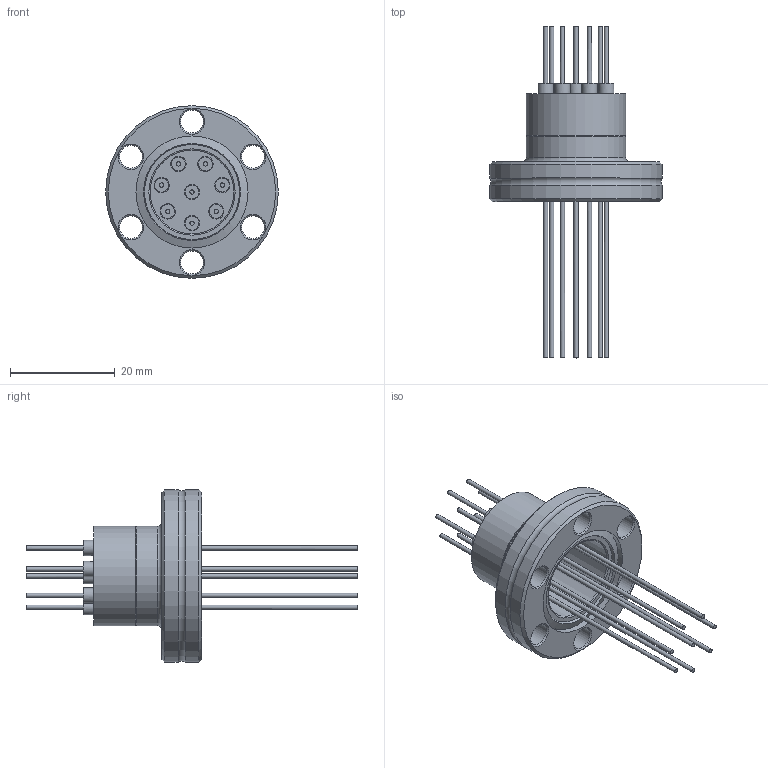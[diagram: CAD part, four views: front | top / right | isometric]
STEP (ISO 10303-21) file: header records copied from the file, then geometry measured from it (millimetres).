
FILE_DESCRIPTION(/* description */ ('Unknown'),/* implementation_level */ '2;1');
FILE_NAME(/* name */ 'EFT0181032',/* time_stamp */ '2018-02-09T13:14:58-05:00',/* author */ ('Unknown'),/* organization */ ('Unknown'),/* preprocessor_version */ 'ST-DEVELOPER v16.7',/* originating_system */ 'DEX',/* authorisation */ $);
FILE_SCHEMA (('AUTOMOTIVE_DESIGN {1 0 10303 214 3 1 1}'));
Length unit declared in the file: inch
Products named in the file (1): EFT0181032-S
Bounding box: 33.02 x 63.5 x 33.02 mm (x, y, z)
Volume: 5748.3 mm3; surface area: 6424.9 mm2
Topology: 1 solids, 1 shells, 123 faces, 239 edges, 163 vertices
Faces by surface type: cylinder 54, plane 47, cone 16, torus 6
Full cylindrical faces by diameter (mm): 0.813 x16, 2.667 x8, 2.921 x16, 4.369 x6, 16.002 x1, 17.018 x1, 17.196 x1, 18.974 x1, 19.05 x1, 21.463 x1, 33.02 x2
Entity records: 3426 total; most frequent: DIRECTION 504, CARTESIAN_POINT 380, ORIENTED_EDGE 256, EDGE_LOOP 256, FACE_BOUND 256, AXIS2_PLACEMENT_3D 252, EDGE_CURVE 128, VERTEX_POINT 128
